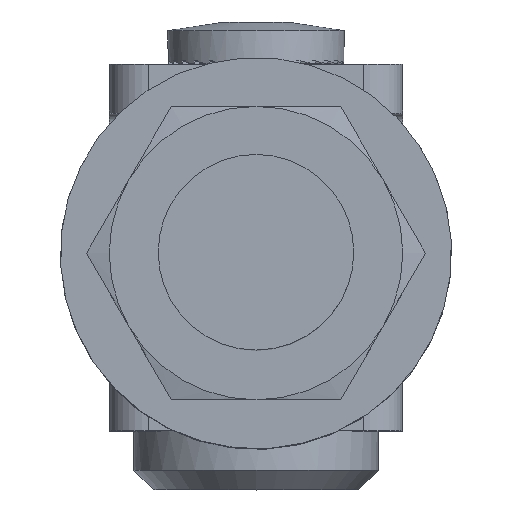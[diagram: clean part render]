
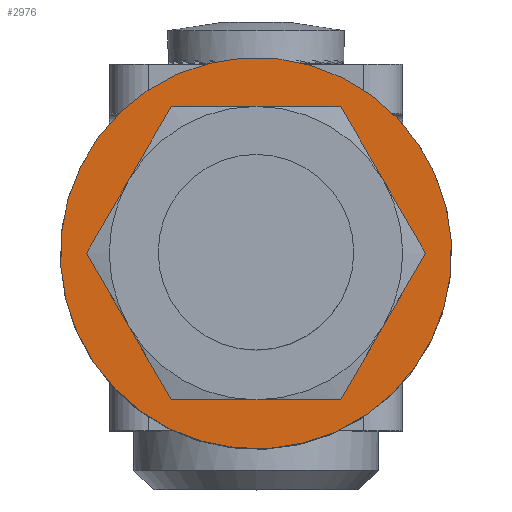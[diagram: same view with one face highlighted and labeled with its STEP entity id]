
A CAD part, top view. The second image highlights one B-rep face of the part: STEP entity #2976.
In plain terms, the highlighted face is planar.
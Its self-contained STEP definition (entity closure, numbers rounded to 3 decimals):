
#635 = DIRECTION ( 'NONE',  ( 0., 1., 0. ) ) ;
#1133 = CARTESIAN_POINT ( 'NONE',  ( 0., 0., 20. ) ) ;
#1471 = CARTESIAN_POINT ( 'NONE',  ( 0., 0., 0. ) ) ;
#1733 = EDGE_LOOP ( 'NONE', ( #11177 ) ) ;
#2976 = ADVANCED_FACE ( 'NONE', ( #9238, #13111 ), #9434, .F. ) ;
#4221 = DIRECTION ( 'NONE',  ( 0., 0., 1. ) ) ;
#4397 = AXIS2_PLACEMENT_3D ( 'NONE', #16918, #635, #16973 ) ;
#4713 = EDGE_LOOP ( 'NONE', ( #7503 ) ) ;
#4717 = VERTEX_POINT ( 'NONE', #6334 ) ;
#6235 = EDGE_CURVE ( 'NONE', #4717, #4717, #8072, .T. ) ;
#6334 = CARTESIAN_POINT ( 'NONE',  ( 0., 0., 10.5 ) ) ;
#7503 = ORIENTED_EDGE ( 'NONE', *, *, #8160, .F. ) ;
#8072 = CIRCLE ( 'NONE', #9991, 10.5 ) ;
#8160 = EDGE_CURVE ( 'NONE', #16274, #16274, #9752, .T. ) ;
#9238 = FACE_OUTER_BOUND ( 'NONE', #4713, .T. ) ;
#9434 = PLANE ( 'NONE',  #4397 ) ;
#9752 = CIRCLE ( 'NONE', #15635, 20. ) ;
#9991 = AXIS2_PLACEMENT_3D ( 'NONE', #1471, #11051, #16384 ) ;
#11051 = DIRECTION ( 'NONE',  ( 0., 1., 0. ) ) ;
#11177 = ORIENTED_EDGE ( 'NONE', *, *, #6235, .T. ) ;
#12296 = CARTESIAN_POINT ( 'NONE',  ( 0., 0., 0. ) ) ;
#13111 = FACE_BOUND ( 'NONE', #1733, .T. ) ;
#13831 = DIRECTION ( 'NONE',  ( 0., 1., 0. ) ) ;
#15635 = AXIS2_PLACEMENT_3D ( 'NONE', #12296, #13831, #4221 ) ;
#16274 = VERTEX_POINT ( 'NONE', #1133 ) ;
#16384 = DIRECTION ( 'NONE',  ( 0., 0., 1. ) ) ;
#16918 = CARTESIAN_POINT ( 'NONE',  ( 0., 0., 0. ) ) ;
#16973 = DIRECTION ( 'NONE',  ( 0., 0., 1. ) ) ;
